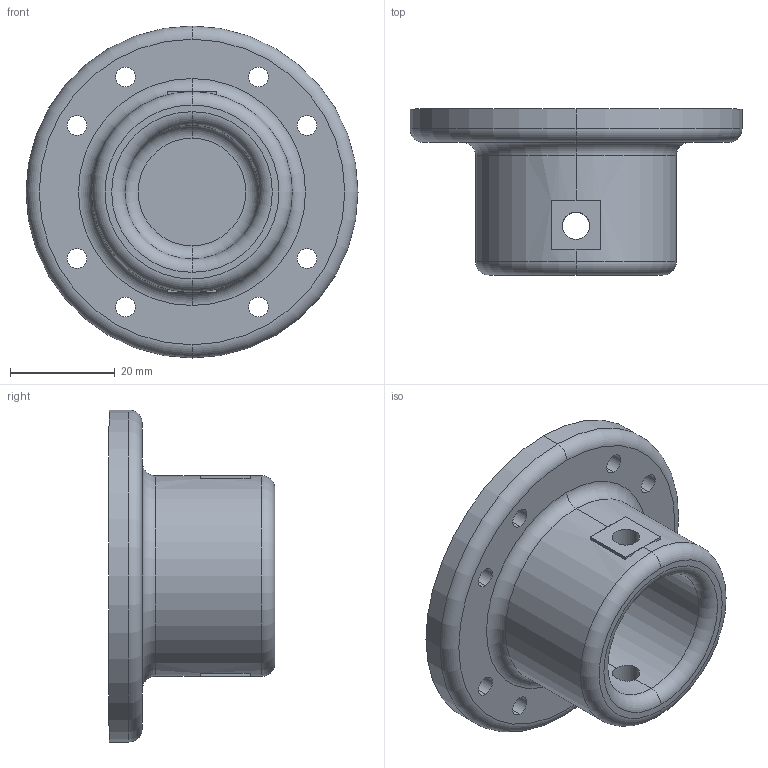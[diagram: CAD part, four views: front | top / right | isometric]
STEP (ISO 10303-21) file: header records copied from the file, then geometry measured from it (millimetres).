
FILE_DESCRIPTION (( 'STEP AP214' ), '1' );
FILE_NAME ('3. Cage holder hub.STEP', '2024-06-27T21:04:03', ( '' ), ( '' ), 'SwSTEP 2.0', 'SolidWorks 2023', '' );
FILE_SCHEMA (( 'AUTOMOTIVE_DESIGN' ));
Length unit declared in the file: inch
Products named in the file (1): 3. Cage holder hub
Bounding box: 63.5 x 31.75 x 63.5 mm (x, y, z)
Volume: 35237 mm3; surface area: 12630.1 mm2
Topology: 1 solids, 1 shells, 54 faces, 138 edges, 86 vertices
Faces by surface type: cylinder 26, plane 18, torus 10
Entity records: 1825 total; most frequent: CARTESIAN_POINT 399, DIRECTION 316, ORIENTED_EDGE 276, EDGE_CURVE 138, AXIS2_PLACEMENT_3D 131, VERTEX_POINT 86, CIRCLE 76, EDGE_LOOP 74
